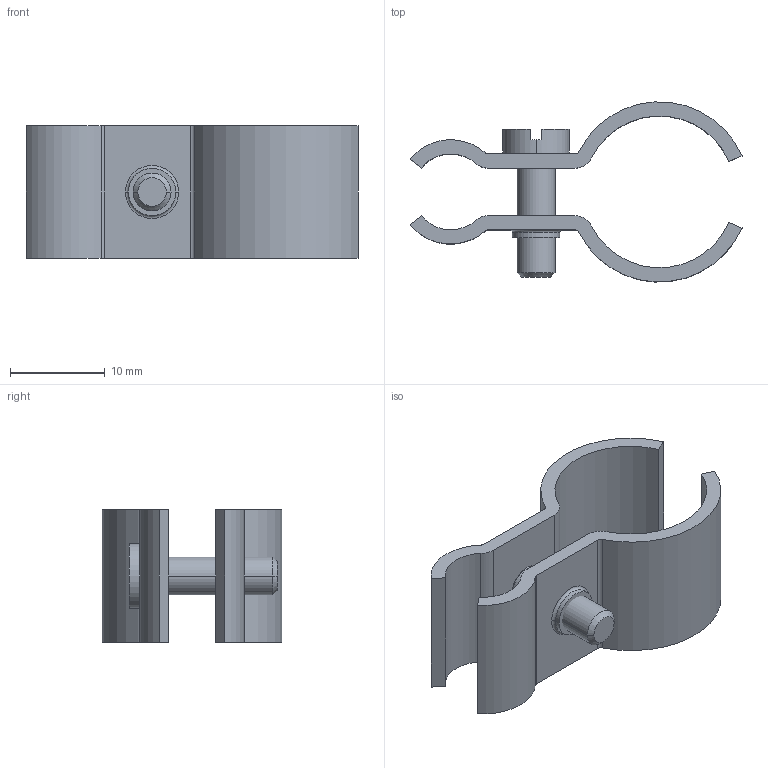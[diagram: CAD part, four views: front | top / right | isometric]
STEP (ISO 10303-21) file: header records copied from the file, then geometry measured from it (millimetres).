
FILE_DESCRIPTION(('CoCreate Modeling STEP Export'),'2;1');
FILE_NAME('262749-1214202464-cf188b30b-0219155.stp','2016-05-02T17:16:07',(''),(''),'CoCreate Modeling STEP processor for AP214 (Solid Model)','CoCreate Modeling 16.00D 29-May-2009 (C) Parametric Technology GmbH','');
FILE_SCHEMA(('AUTOMOTIVE_DESIGN { 1 0 10303 214 1 1 1 1 }'));
Length unit declared in the file: millimetre
Products named in the file (4): Oberteil; Unterteil; Zylinderschraube_ISO_1207_-_M4_x_16_-_.1.1; Spanndrahtschelle
Assembly tree (3 placements, depth 2):
  Spanndrahtschelle
    Zylinderschraube_ISO_1207_-_M4_x_16_-_.1.1
    Unterteil
    Oberteil
Bounding box: 35 x 18.97 x 14 mm (x, y, z)
Volume: 1859.9 mm3; surface area: 2807.5 mm2
Topology: 3 solids, 3 shells, 52 faces, 126 edges, 82 vertices
Faces by surface type: cylinder 28, plane 20, cone 2, torus 2
Entity records: 1566 total; most frequent: DIRECTION 252, ORIENTED_EDGE 252, CARTESIAN_POINT 239, EDGE_CURVE 126, AXIS2_PLACEMENT_3D 95, VERTEX_POINT 82, VECTOR 62, LINE 62
